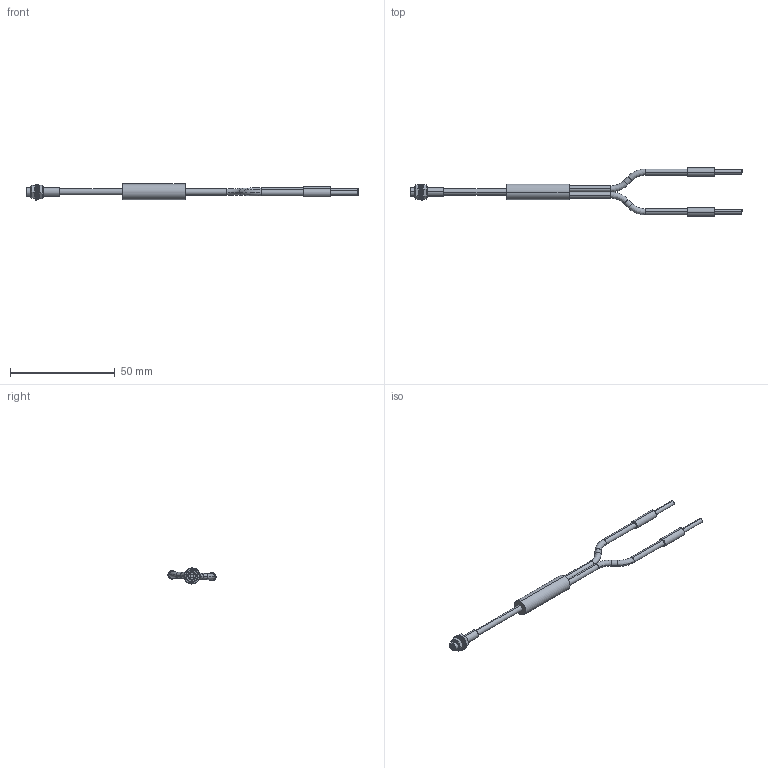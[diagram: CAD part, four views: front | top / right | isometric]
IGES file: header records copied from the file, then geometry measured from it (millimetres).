
Start section: SolidWorks IGES file using analytic representation for surfaces
Global section: file name: GPF-D016-250-2.0.IGS; native system: SolidWorks 2018; preprocessor: SolidWorks 2018; author: LTW; date: 171118.065501; units: millimetre
Bounding box: 158.65 x 22.94 x 7.65 mm (x, y, z)
Surface area: 3251.8 mm2 (no closed solid volume)
Topology: 0 solids, 0 shells, 93 faces, 1632 edges, 1632 vertices
Faces by surface type: revolution 52, bspline 41
